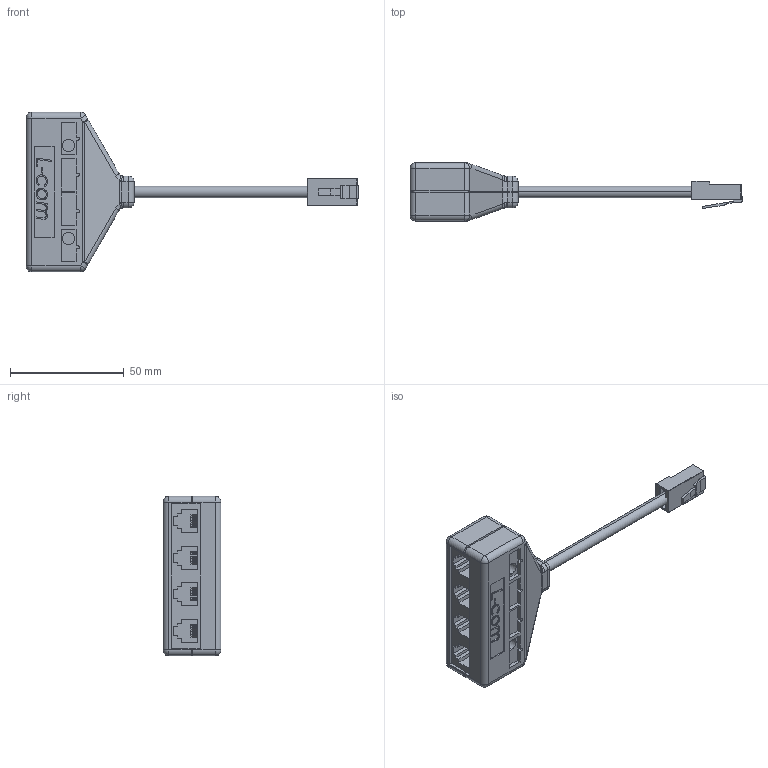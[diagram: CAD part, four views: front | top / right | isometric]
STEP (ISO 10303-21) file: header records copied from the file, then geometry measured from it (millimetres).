
FILE_DESCRIPTION (( 'STEP AP203' ), '1' );
FILE_NAME ('ECS404-12.STEP', '2006-06-23T19:34:10', ( 'lcom' ), ( 'lcom' ), 'SwSTEP 2.0', 'SolidWorks 2006004', '' );
FILE_SCHEMA (( 'CONFIG_CONTROL_DESIGN' ));
Length unit declared in the file: inch
Products named in the file (3): ECS404-12; TD8P8C-PROD_TSP3088R; ECS401-MA1
Assembly tree (2 placements, depth 2):
  ECS404-12
    TD8P8C-PROD_TSP3088R
    ECS401-MA1
Bounding box: 145.64 x 25.4 x 70 mm (x, y, z)
Volume: 56256.2 mm3; surface area: 16008.4 mm2
Topology: 2 solids, 2 shells, 611 faces, 1584 edges, 1006 vertices
Faces by surface type: plane 409, cylinder 117, bspline 53, sphere 26, torus 6
Entity records: 24349 total; most frequent: CARTESIAN_POINT 9403, ORIENTED_EDGE 3116, DIRECTION 2836, EDGE_CURVE 1558, VECTOR 1194, LINE 1194, VERTEX_POINT 1006, AXIS2_PLACEMENT_3D 821
